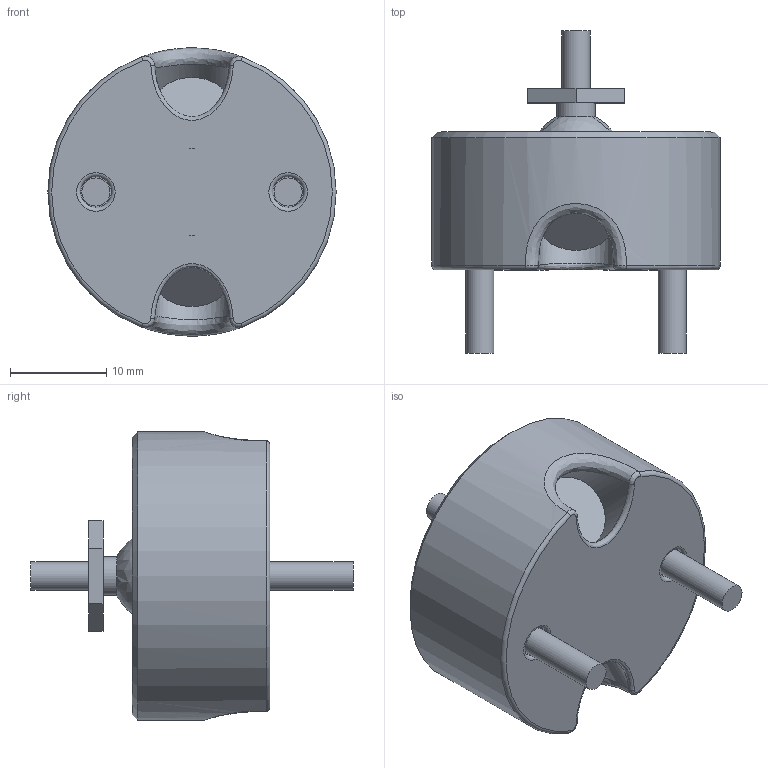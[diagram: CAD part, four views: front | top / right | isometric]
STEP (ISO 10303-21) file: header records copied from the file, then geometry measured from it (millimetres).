
FILE_DESCRIPTION(/* description */ (''),/* implementation_level */ '2;1');
FILE_NAME(/* name */ 'A-Maxwell_Vee_Constrained-F.stp',/* time_stamp */ '2020-10-29T14:14:51-07:00',/* author */ (''),/* organization */ (''),/* preprocessor_version */ 'ST-DEVELOPER v18.1',/* originating_system */ 'Autodesk Translation Framework v9.3.0.1241',/* authorisation */ '');
FILE_SCHEMA (('AUTOMOTIVE_DESIGN { 1 0 10303 214 3 1 1 }'));
Length unit declared in the file: millimetre
Products named in the file (4): Maxwells Constrained; M3x12 SHCS; #4284; Component1
Assembly tree (4 placements, depth 3):
  Maxwells Constrained
    M3x12 SHCS  x2
    #4284
      Component1
Bounding box: 30 x 33.52 x 30 mm (x, y, z)
Volume: 8141.5 mm3; surface area: 5743.4 mm2
Topology: 6 solids, 6 shells, 130 faces, 281 edges, 167 vertices
Faces by surface type: plane 57, cylinder 25, cone 23, bspline 20, torus 4, sphere 1
Full cylindrical faces by diameter (mm): 2.927 x3, 3.2 x2, 4 x1, 5.5 x2, 6.5 x2, 7.8 x2, 12.8 x2, 13.2 x2, 30 x1
Entity records: 4299 total; most frequent: CARTESIAN_POINT 1798, DIRECTION 496, ORIENTED_EDGE 488, EDGE_CURVE 244, AXIS2_PLACEMENT_3D 198, VERTEX_POINT 148, EDGE_LOOP 122, FACE_OUTER_BOUND 110
